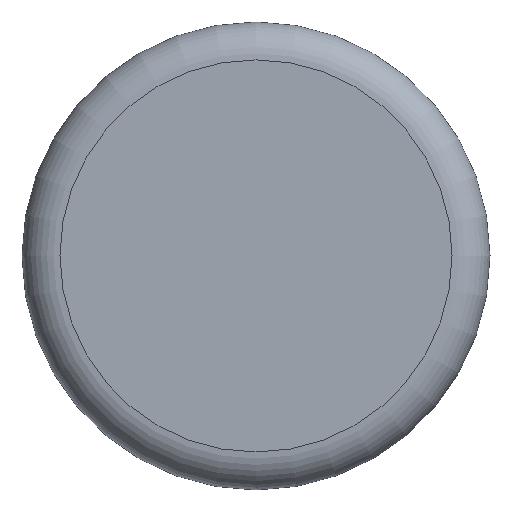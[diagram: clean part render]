
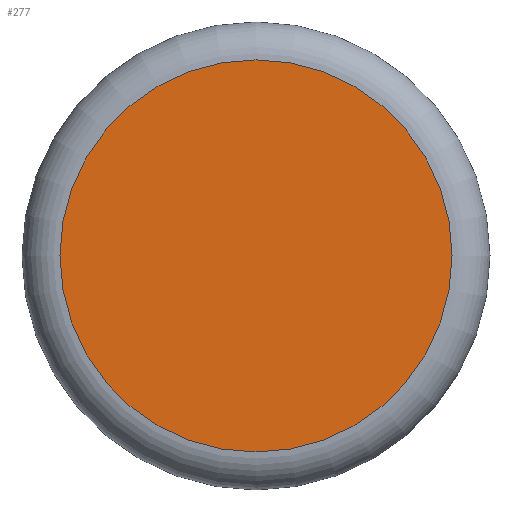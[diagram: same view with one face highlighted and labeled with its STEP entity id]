
A CAD part, top view. The second image highlights one B-rep face of the part: STEP entity #277.
In plain terms, the highlighted planar face has unit normal (0, 0, 1).
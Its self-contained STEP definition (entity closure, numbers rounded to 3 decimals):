
#19=PLANE('',#314);
#32=FACE_OUTER_BOUND('',#47,.T.);
#47=EDGE_LOOP('',(#218));
#61=CIRCLE('',#311,15.5);
#131=VERTEX_POINT('',#2260);
#167=EDGE_CURVE('',#131,#131,#61,.T.);
#218=ORIENTED_EDGE('',*,*,#167,.F.);
#277=ADVANCED_FACE('',(#32),#19,.T.);
#311=AXIS2_PLACEMENT_3D('',#2261,#354,#355);
#314=AXIS2_PLACEMENT_3D('',#2265,#360,#361);
#354=DIRECTION('center_axis',(0.,0.,-1.));
#355=DIRECTION('ref_axis',(-1.,0.,0.));
#360=DIRECTION('center_axis',(0.,0.,1.));
#361=DIRECTION('ref_axis',(1.,0.,0.));
#2260=CARTESIAN_POINT('',(-15.5,0.,36.2));
#2261=CARTESIAN_POINT('Origin',(0.,0.,36.2));
#2265=CARTESIAN_POINT('Origin',(0.,0.,36.2));
